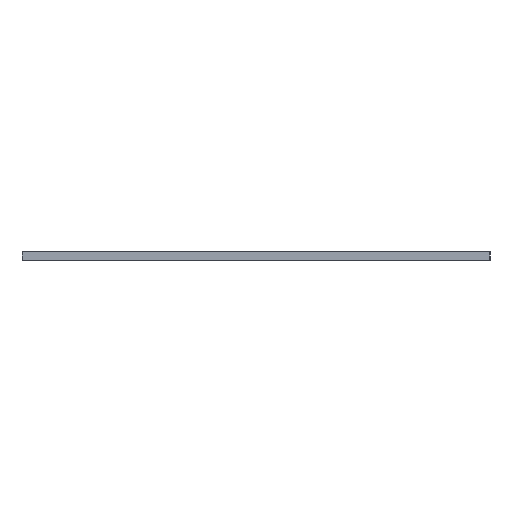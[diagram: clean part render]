
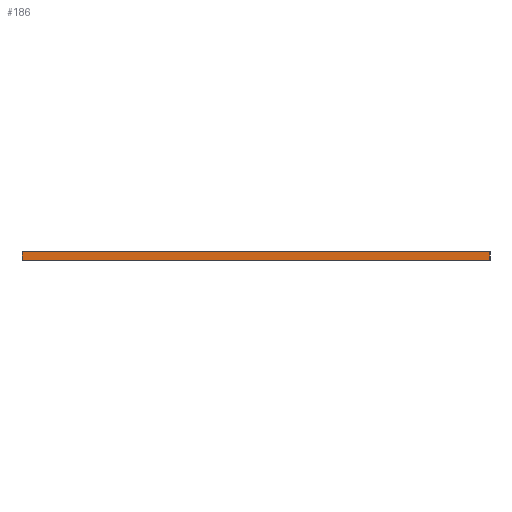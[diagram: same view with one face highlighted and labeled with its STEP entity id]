
A CAD part, left-side view. The second image highlights one B-rep face of the part: STEP entity #186.
In plain terms, the highlighted planar face has unit normal (-1, 0, 0).
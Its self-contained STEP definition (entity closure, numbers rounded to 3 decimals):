
#11 = VECTOR ( 'NONE', #2156, 1000. ) ;
#54 = EDGE_CURVE ( 'NONE', #98, #1392, #146, .T. ) ;
#67 = CARTESIAN_POINT ( 'NONE',  ( 0., -2.8, 285.464 ) ) ;
#98 = VERTEX_POINT ( 'NONE', #1714 ) ;
#109 = FACE_OUTER_BOUND ( 'NONE', #2096, .T. ) ;
#146 = LINE ( 'NONE', #2383, #11 ) ;
#186 = ADVANCED_FACE ( 'NONE', ( #109 ), #1323, .F. ) ;
#246 = EDGE_CURVE ( 'NONE', #1227, #98, #1900, .T. ) ;
#632 = EDGE_CURVE ( 'NONE', #1227, #1572, #2179, .T. ) ;
#775 = CARTESIAN_POINT ( 'NONE',  ( 0., -2.8, 0. ) ) ;
#851 = CARTESIAN_POINT ( 'NONE',  ( 0., 85., 1.6 ) ) ;
#1069 = DIRECTION ( 'NONE',  ( 0., 1., 0. ) ) ;
#1072 = CARTESIAN_POINT ( 'NONE',  ( 0., 87.8, 1.6 ) ) ;
#1227 = VERTEX_POINT ( 'NONE', #1072 ) ;
#1246 = VECTOR ( 'NONE', #2153, 1000. ) ;
#1323 = PLANE ( 'NONE',  #1524 ) ;
#1392 = VERTEX_POINT ( 'NONE', #775 ) ;
#1405 = EDGE_CURVE ( 'NONE', #1572, #1392, #1958, .T. ) ;
#1473 = ORIENTED_EDGE ( 'NONE', *, *, #246, .T. ) ;
#1524 = AXIS2_PLACEMENT_3D ( 'NONE', #1765, #1726, #1069 ) ;
#1572 = VERTEX_POINT ( 'NONE', #1629 ) ;
#1585 = DIRECTION ( 'NONE',  ( 0., 0., -1. ) ) ;
#1629 = CARTESIAN_POINT ( 'NONE',  ( 0., -2.8, 1.6 ) ) ;
#1714 = CARTESIAN_POINT ( 'NONE',  ( 0., 87.8, 0. ) ) ;
#1726 = DIRECTION ( 'NONE',  ( 1., 0., 0. ) ) ;
#1765 = CARTESIAN_POINT ( 'NONE',  ( 0., 85., 1.6 ) ) ;
#1796 = VECTOR ( 'NONE', #1585, 1000. ) ;
#1900 = LINE ( 'NONE', #2218, #1796 ) ;
#1958 = LINE ( 'NONE', #67, #2409 ) ;
#2050 = DIRECTION ( 'NONE',  ( 0., 0., -1. ) ) ;
#2058 = ORIENTED_EDGE ( 'NONE', *, *, #1405, .F. ) ;
#2096 = EDGE_LOOP ( 'NONE', ( #2469, #2058, #2100, #1473 ) ) ;
#2100 = ORIENTED_EDGE ( 'NONE', *, *, #632, .F. ) ;
#2153 = DIRECTION ( 'NONE',  ( 0., -1., 0. ) ) ;
#2156 = DIRECTION ( 'NONE',  ( 0., -1., 0. ) ) ;
#2179 = LINE ( 'NONE', #851, #1246 ) ;
#2218 = CARTESIAN_POINT ( 'NONE',  ( 0., 87.8, 285.464 ) ) ;
#2383 = CARTESIAN_POINT ( 'NONE',  ( 0., 85., 0. ) ) ;
#2409 = VECTOR ( 'NONE', #2050, 1000. ) ;
#2469 = ORIENTED_EDGE ( 'NONE', *, *, #54, .T. ) ;
